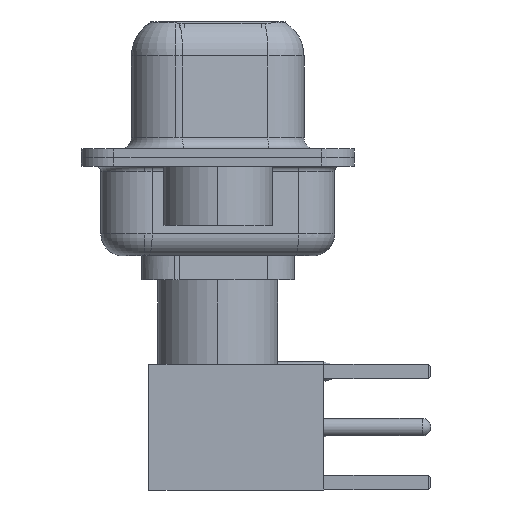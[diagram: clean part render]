
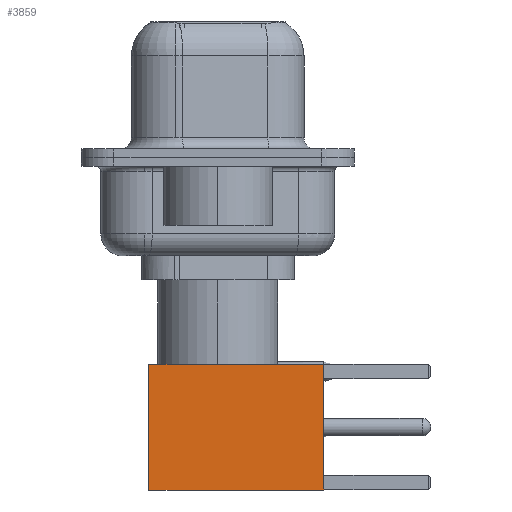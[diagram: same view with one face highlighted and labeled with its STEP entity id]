
A CAD part, left-side view. The second image highlights one B-rep face of the part: STEP entity #3859.
In plain terms, the highlighted face is planar.
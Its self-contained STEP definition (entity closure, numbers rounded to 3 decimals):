
#2413 = VERTEX_POINT ( 'NONE', #3063 ) ;
#2874 = VECTOR ( 'NONE', #12177, 1000. ) ;
#3063 = CARTESIAN_POINT ( 'NONE',  ( -2.875, 2.875, 0. ) ) ;
#3604 = DIRECTION ( 'NONE',  ( -1., 0., 0. ) ) ;
#3836 = LINE ( 'NONE', #9551, #10711 ) ;
#3859 = ADVANCED_FACE ( 'NONE', ( #5185 ), #5423, .T. ) ;
#4380 = LINE ( 'NONE', #13802, #7907 ) ;
#5185 = FACE_OUTER_BOUND ( 'NONE', #7555, .T. ) ;
#5398 = ORIENTED_EDGE ( 'NONE', *, *, #18798, .T. ) ;
#5423 = PLANE ( 'NONE',  #11753 ) ;
#6603 = VERTEX_POINT ( 'NONE', #8210 ) ;
#6649 = DIRECTION ( 'NONE',  ( 0., 0., -1. ) ) ;
#7484 = VERTEX_POINT ( 'NONE', #9748 ) ;
#7555 = EDGE_LOOP ( 'NONE', ( #5398, #19366, #10687, #8118 ) ) ;
#7907 = VECTOR ( 'NONE', #15542, 1000. ) ;
#8118 = ORIENTED_EDGE ( 'NONE', *, *, #12124, .F. ) ;
#8210 = CARTESIAN_POINT ( 'NONE',  ( -2.875, 2.875, 8. ) ) ;
#9551 = CARTESIAN_POINT ( 'NONE',  ( 0., 2.875, 0. ) ) ;
#9618 = EDGE_CURVE ( 'NONE', #6603, #2413, #21991, .T. ) ;
#9748 = CARTESIAN_POINT ( 'NONE',  ( 2.875, 2.875, 8. ) ) ;
#10687 = ORIENTED_EDGE ( 'NONE', *, *, #9618, .F. ) ;
#10711 = VECTOR ( 'NONE', #3604, 1000. ) ;
#11753 = AXIS2_PLACEMENT_3D ( 'NONE', #13112, #24017, #20422 ) ;
#12124 = EDGE_CURVE ( 'NONE', #7484, #6603, #4380, .T. ) ;
#12177 = DIRECTION ( 'NONE',  ( 0., 0., -1. ) ) ;
#13112 = CARTESIAN_POINT ( 'NONE',  ( 2.875, 2.875, 0. ) ) ;
#13802 = CARTESIAN_POINT ( 'NONE',  ( 0., 2.875, 8. ) ) ;
#15369 = VECTOR ( 'NONE', #6649, 1000. ) ;
#15520 = EDGE_CURVE ( 'NONE', #16432, #2413, #3836, .T. ) ;
#15542 = DIRECTION ( 'NONE',  ( -1., 0., 0. ) ) ;
#16432 = VERTEX_POINT ( 'NONE', #21665 ) ;
#18798 = EDGE_CURVE ( 'NONE', #7484, #16432, #19867, .T. ) ;
#19366 = ORIENTED_EDGE ( 'NONE', *, *, #15520, .T. ) ;
#19867 = LINE ( 'NONE', #21588, #2874 ) ;
#20422 = DIRECTION ( 'NONE',  ( 0., 0., 1. ) ) ;
#21588 = CARTESIAN_POINT ( 'NONE',  ( 2.875, 2.875, 0. ) ) ;
#21665 = CARTESIAN_POINT ( 'NONE',  ( 2.875, 2.875, 0. ) ) ;
#21991 = LINE ( 'NONE', #23852, #15369 ) ;
#23852 = CARTESIAN_POINT ( 'NONE',  ( -2.875, 2.875, 0. ) ) ;
#24017 = DIRECTION ( 'NONE',  ( 0., 1., 0. ) ) ;
